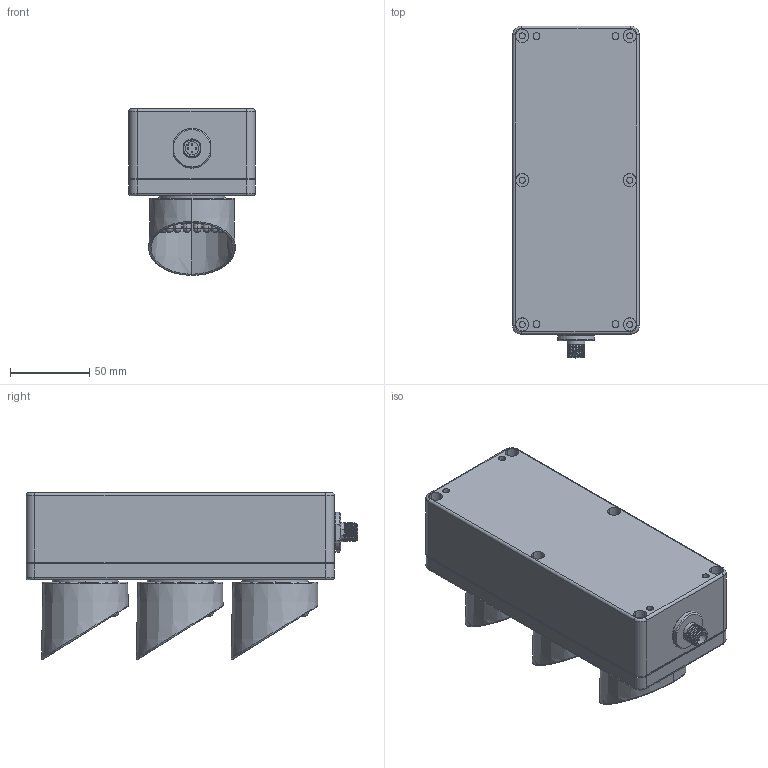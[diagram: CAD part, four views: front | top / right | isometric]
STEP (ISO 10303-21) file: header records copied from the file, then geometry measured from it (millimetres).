
FILE_DESCRIPTION((''),'2;1');
FILE_NAME('151177_SM01_ASM','2025-08-21T11:37:39',('banengservice'),('BANNER ENGINEERING'),'CREO PARAMETRIC BY PTC INC, 2022414','CREO PARAMETRIC BY PTC INC, 2022414','');
FILE_SCHEMA(('CONFIG_CONTROL_DESIGN'));
Length unit declared in the file: millimetre
Products named in the file (2): 151177_EP01; 151177_SM01_ASM
Assembly tree (1 placements, depth 2):
  151177_SM01_ASM
    151177_EP01
Bounding box: 80 x 209.95 x 105.36 mm (x, y, z)
Volume: 974620 mm3; surface area: 120246 mm2
Topology: 1 solids, 1 shells, 610 faces, 1462 edges, 858 vertices
Faces by surface type: cylinder 237, plane 171, sphere 108, torus 52, bspline 25, cone 17
Entity records: 20223 total; most frequent: CARTESIAN_POINT 6316, DIRECTION 3097, ORIENTED_EDGE 2708, EDGE_CURVE 1354, AXIS2_PLACEMENT_3D 1274, VERTEX_POINT 858, EDGE_LOOP 722, CIRCLE 686
